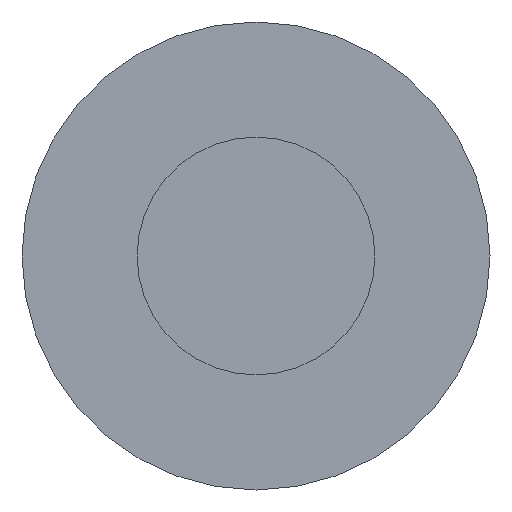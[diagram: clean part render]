
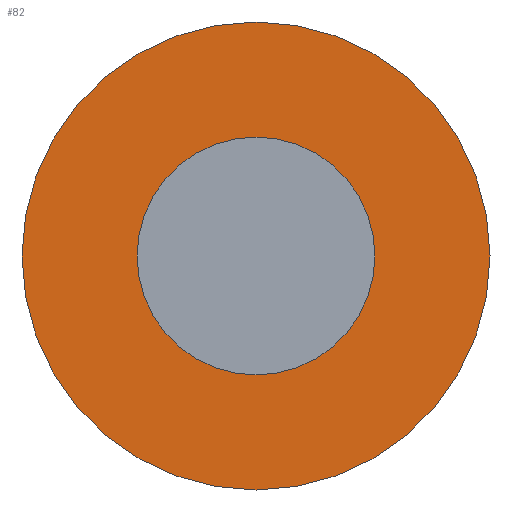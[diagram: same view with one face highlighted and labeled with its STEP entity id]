
A CAD part, front view. The second image highlights one B-rep face of the part: STEP entity #82.
In plain terms, the highlighted planar face has unit normal (0, -1, 0).
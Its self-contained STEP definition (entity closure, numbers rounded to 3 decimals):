
#18=PLANE('',#97);
#23=FACE_BOUND('',#42,.T.);
#30=FACE_OUTER_BOUND('',#41,.T.);
#41=EDGE_LOOP('',(#71));
#42=EDGE_LOOP('',(#72));
#44=CIRCLE('',#87,3.05);
#48=CIRCLE('',#95,6.);
#50=VERTEX_POINT('',#130);
#54=VERTEX_POINT('',#142);
#56=EDGE_CURVE('',#50,#50,#44,.T.);
#60=EDGE_CURVE('',#54,#54,#48,.T.);
#71=ORIENTED_EDGE('',*,*,#60,.F.);
#72=ORIENTED_EDGE('',*,*,#56,.T.);
#82=ADVANCED_FACE('',(#30,#23),#18,.F.);
#87=AXIS2_PLACEMENT_3D('',#131,#104,#105);
#95=AXIS2_PLACEMENT_3D('',#143,#120,#121);
#97=AXIS2_PLACEMENT_3D('',#145,#124,#125);
#104=DIRECTION('center_axis',(0.,1.,0.));
#105=DIRECTION('ref_axis',(1.,0.,0.));
#120=DIRECTION('center_axis',(0.,1.,0.));
#121=DIRECTION('ref_axis',(1.,0.,0.));
#124=DIRECTION('center_axis',(0.,1.,0.));
#125=DIRECTION('ref_axis',(1.,0.,0.));
#130=CARTESIAN_POINT('',(-3.05,0.,0.));
#131=CARTESIAN_POINT('Origin',(0.,0.,0.));
#142=CARTESIAN_POINT('',(-6.,0.,0.));
#143=CARTESIAN_POINT('Origin',(0.,0.,0.));
#145=CARTESIAN_POINT('Origin',(0.,0.,0.));
